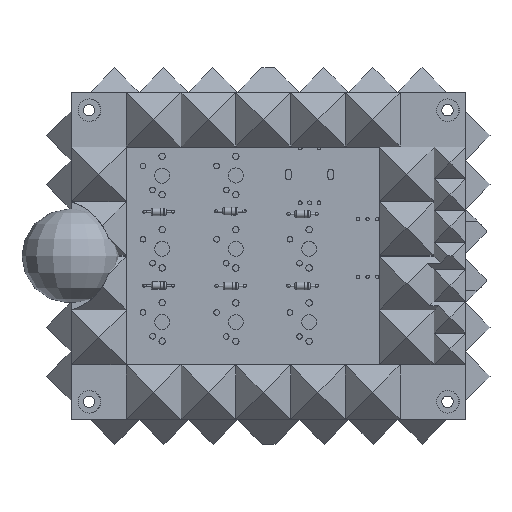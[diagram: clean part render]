
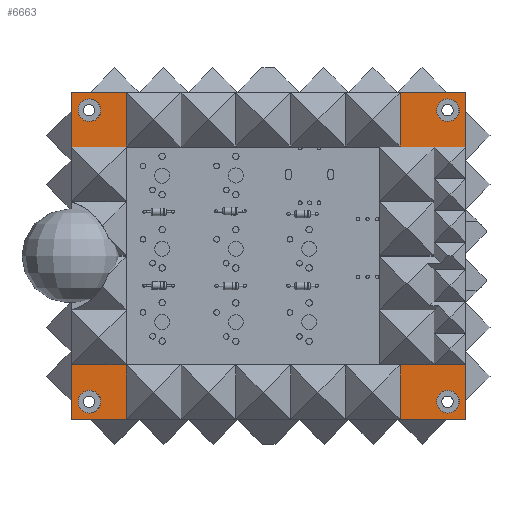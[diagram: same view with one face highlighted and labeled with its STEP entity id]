
A CAD part, top view. The second image highlights one B-rep face of the part: STEP entity #6663.
In plain terms, the highlighted planar face has unit normal (0, 0, 1).
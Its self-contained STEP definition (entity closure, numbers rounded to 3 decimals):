
#706=LINE('',#11252,#1302);
#725=LINE('',#11303,#1321);
#729=LINE('',#11309,#1325);
#730=LINE('',#11313,#1326);
#733=LINE('',#11318,#1329);
#735=LINE('',#11322,#1331);
#737=LINE('',#11326,#1333);
#739=LINE('',#11330,#1335);
#741=LINE('',#11334,#1337);
#743=LINE('',#11338,#1339);
#745=LINE('',#11342,#1341);
#747=LINE('',#11346,#1343);
#749=LINE('',#11350,#1345);
#752=LINE('',#11355,#1348);
#753=LINE('',#11358,#1349);
#758=LINE('',#11373,#1354);
#1302=VECTOR('',#9276,1000.);
#1321=VECTOR('',#9311,1000.);
#1325=VECTOR('',#9317,1000.);
#1326=VECTOR('',#9320,1000.);
#1329=VECTOR('',#9325,1000.);
#1331=VECTOR('',#9329,1000.);
#1333=VECTOR('',#9333,1000.);
#1335=VECTOR('',#9337,1000.);
#1337=VECTOR('',#9341,1000.);
#1339=VECTOR('',#9345,1000.);
#1341=VECTOR('',#9349,1000.);
#1343=VECTOR('',#9353,1000.);
#1345=VECTOR('',#9357,1000.);
#1348=VECTOR('',#9362,1000.);
#1349=VECTOR('',#9365,1000.);
#1354=VECTOR('',#9384,1000.);
#1833=FACE_BOUND('',#2966,.T.);
#1834=FACE_BOUND('',#2967,.T.);
#1835=FACE_BOUND('',#2968,.T.);
#1836=FACE_BOUND('',#2969,.T.);
#2001=PLANE('',#7719);
#2391=FACE_OUTER_BOUND('',#2965,.T.);
#2965=EDGE_LOOP('',(#5951,#5952,#5953,#5954,#5955,#5956,#5957,#5958,#5959,
#5960,#5961,#5962,#5963,#5964,#5965,#5966,#5967,#5968));
#2966=EDGE_LOOP('',(#5969));
#2967=EDGE_LOOP('',(#5970));
#2968=EDGE_LOOP('',(#5971));
#2969=EDGE_LOOP('',(#5972));
#3315=CIRCLE('',#7711,3.);
#3316=CIRCLE('',#7713,3.);
#3317=CIRCLE('',#7715,3.);
#3318=CIRCLE('',#7718,3.);
#3319=CIRCLE('',#7720,15.017);
#3320=CIRCLE('',#7721,15.017);
#3673=VERTEX_POINT('',#11250);
#3674=VERTEX_POINT('',#11251);
#3697=VERTEX_POINT('',#11301);
#3698=VERTEX_POINT('',#11302);
#3699=VERTEX_POINT('',#11307);
#3700=VERTEX_POINT('',#11311);
#3701=VERTEX_POINT('',#11312);
#3702=VERTEX_POINT('',#11317);
#3703=VERTEX_POINT('',#11321);
#3704=VERTEX_POINT('',#11325);
#3705=VERTEX_POINT('',#11329);
#3706=VERTEX_POINT('',#11333);
#3707=VERTEX_POINT('',#11337);
#3708=VERTEX_POINT('',#11341);
#3709=VERTEX_POINT('',#11345);
#3710=VERTEX_POINT('',#11349);
#3711=VERTEX_POINT('',#11353);
#3712=VERTEX_POINT('',#11357);
#3713=VERTEX_POINT('',#11361);
#3714=VERTEX_POINT('',#11365);
#3715=VERTEX_POINT('',#11369);
#3716=VERTEX_POINT('',#11375);
#4424=EDGE_CURVE('',#3673,#3674,#706,.T.);
#4449=EDGE_CURVE('',#3697,#3698,#725,.T.);
#4453=EDGE_CURVE('',#3697,#3699,#729,.T.);
#4454=EDGE_CURVE('',#3700,#3701,#730,.T.);
#4457=EDGE_CURVE('',#3702,#3700,#733,.T.);
#4459=EDGE_CURVE('',#3703,#3702,#735,.T.);
#4461=EDGE_CURVE('',#3704,#3703,#737,.T.);
#4463=EDGE_CURVE('',#3704,#3705,#739,.T.);
#4465=EDGE_CURVE('',#3706,#3705,#741,.T.);
#4467=EDGE_CURVE('',#3707,#3706,#743,.T.);
#4469=EDGE_CURVE('',#3708,#3707,#745,.T.);
#4471=EDGE_CURVE('',#3709,#3708,#747,.T.);
#4473=EDGE_CURVE('',#3710,#3709,#749,.T.);
#4476=EDGE_CURVE('',#3710,#3711,#752,.T.);
#4477=EDGE_CURVE('',#3674,#3712,#753,.T.);
#4480=EDGE_CURVE('',#3713,#3713,#3315,.T.);
#4482=EDGE_CURVE('',#3714,#3714,#3316,.T.);
#4484=EDGE_CURVE('',#3715,#3715,#3317,.T.);
#4485=EDGE_CURVE('',#3698,#3712,#758,.T.);
#4487=EDGE_CURVE('',#3716,#3716,#3318,.T.);
#4488=EDGE_CURVE('',#3673,#3711,#3319,.T.);
#4489=EDGE_CURVE('',#3701,#3699,#3320,.T.);
#5951=ORIENTED_EDGE('',*,*,#4488,.F.);
#5952=ORIENTED_EDGE('',*,*,#4424,.T.);
#5953=ORIENTED_EDGE('',*,*,#4477,.T.);
#5954=ORIENTED_EDGE('',*,*,#4485,.F.);
#5955=ORIENTED_EDGE('',*,*,#4449,.F.);
#5956=ORIENTED_EDGE('',*,*,#4453,.T.);
#5957=ORIENTED_EDGE('',*,*,#4489,.F.);
#5958=ORIENTED_EDGE('',*,*,#4454,.F.);
#5959=ORIENTED_EDGE('',*,*,#4457,.F.);
#5960=ORIENTED_EDGE('',*,*,#4459,.F.);
#5961=ORIENTED_EDGE('',*,*,#4461,.F.);
#5962=ORIENTED_EDGE('',*,*,#4463,.T.);
#5963=ORIENTED_EDGE('',*,*,#4465,.F.);
#5964=ORIENTED_EDGE('',*,*,#4467,.F.);
#5965=ORIENTED_EDGE('',*,*,#4469,.F.);
#5966=ORIENTED_EDGE('',*,*,#4471,.F.);
#5967=ORIENTED_EDGE('',*,*,#4473,.F.);
#5968=ORIENTED_EDGE('',*,*,#4476,.T.);
#5969=ORIENTED_EDGE('',*,*,#4484,.F.);
#5970=ORIENTED_EDGE('',*,*,#4482,.F.);
#5971=ORIENTED_EDGE('',*,*,#4480,.F.);
#5972=ORIENTED_EDGE('',*,*,#4487,.F.);
#6663=ADVANCED_FACE('',(#2391,#1833,#1834,#1835,#1836),#2001,.T.);
#7711=AXIS2_PLACEMENT_3D('',#11363,#9370,#9371);
#7713=AXIS2_PLACEMENT_3D('',#11367,#9375,#9376);
#7715=AXIS2_PLACEMENT_3D('',#11371,#9380,#9381);
#7718=AXIS2_PLACEMENT_3D('',#11377,#9388,#9389);
#7719=AXIS2_PLACEMENT_3D('',#11378,#9390,#9391);
#7720=AXIS2_PLACEMENT_3D('',#11379,#9392,#9393);
#7721=AXIS2_PLACEMENT_3D('',#11380,#9394,#9395);
#9276=DIRECTION('',(0.,-1.,0.));
#9311=DIRECTION('',(1.,0.,0.));
#9317=DIRECTION('',(0.,-1.,0.));
#9320=DIRECTION('',(-1.,0.,0.));
#9325=DIRECTION('',(0.,-1.,0.));
#9329=DIRECTION('',(-1.,0.,0.));
#9333=DIRECTION('',(0.,1.,0.));
#9337=DIRECTION('',(1.,0.,0.));
#9341=DIRECTION('',(0.,1.,0.));
#9345=DIRECTION('',(1.,0.,0.));
#9349=DIRECTION('',(0.,1.,0.));
#9353=DIRECTION('',(1.,0.,0.));
#9357=DIRECTION('',(0.,-1.,0.));
#9362=DIRECTION('',(-1.,0.,0.));
#9365=DIRECTION('',(1.,0.,0.));
#9370=DIRECTION('center_axis',(0.,0.,1.));
#9371=DIRECTION('ref_axis',(1.,0.,0.));
#9375=DIRECTION('center_axis',(0.,0.,1.));
#9376=DIRECTION('ref_axis',(1.,0.,0.));
#9380=DIRECTION('center_axis',(0.,0.,1.));
#9381=DIRECTION('ref_axis',(1.,0.,0.));
#9384=DIRECTION('',(0.,-1.,0.));
#9388=DIRECTION('center_axis',(0.,0.,1.));
#9389=DIRECTION('ref_axis',(1.,0.,0.));
#9390=DIRECTION('center_axis',(0.,0.,1.));
#9391=DIRECTION('ref_axis',(1.,0.,0.));
#9392=DIRECTION('center_axis',(0.,0.,1.));
#9393=DIRECTION('ref_axis',(1.,0.,0.));
#9394=DIRECTION('center_axis',(0.,0.,1.));
#9395=DIRECTION('ref_axis',(1.,0.,0.));
#11250=CARTESIAN_POINT('',(-58.,-29.26,0.));
#11251=CARTESIAN_POINT('',(-58.,-58.256,0.));
#11252=CARTESIAN_POINT('',(-58.,-22.168,0.));
#11301=CARTESIAN_POINT('',(-58.,28.419,0.));
#11302=CARTESIAN_POINT('',(46.406,28.419,0.));
#11303=CARTESIAN_POINT('',(37.703,28.419,0.));
#11307=CARTESIAN_POINT('',(-58.,-0.574,0.));
#11309=CARTESIAN_POINT('',(-58.,21.169,0.));
#11311=CARTESIAN_POINT('',(-43.5,-14.756,0.));
#11312=CARTESIAN_POINT('',(-47.432,-14.756,0.));
#11313=CARTESIAN_POINT('',(-50.75,-14.756,0.));
#11317=CARTESIAN_POINT('',(-43.5,13.919,0.));
#11318=CARTESIAN_POINT('',(-43.5,6.669,0.));
#11321=CARTESIAN_POINT('',(23.5,13.919,0.));
#11322=CARTESIAN_POINT('',(19.,13.919,0.));
#11325=CARTESIAN_POINT('',(23.5,-14.756,0.));
#11326=CARTESIAN_POINT('',(23.5,6.669,0.));
#11329=CARTESIAN_POINT('',(38.,-14.756,0.));
#11330=CARTESIAN_POINT('',(30.75,-14.756,0.));
#11333=CARTESIAN_POINT('',(38.,-15.081,0.));
#11334=CARTESIAN_POINT('',(38.,-14.918,0.));
#11337=CARTESIAN_POINT('',(23.5,-15.081,0.));
#11338=CARTESIAN_POINT('',(30.75,-15.081,0.));
#11341=CARTESIAN_POINT('',(23.5,-43.756,0.));
#11342=CARTESIAN_POINT('',(23.5,-36.506,0.));
#11345=CARTESIAN_POINT('',(-43.5,-43.756,0.));
#11346=CARTESIAN_POINT('',(-36.25,-43.756,0.));
#11349=CARTESIAN_POINT('',(-43.5,-15.081,0.));
#11350=CARTESIAN_POINT('',(-43.5,-22.168,0.));
#11353=CARTESIAN_POINT('',(-47.432,-15.081,0.));
#11355=CARTESIAN_POINT('',(-50.75,-15.081,0.));
#11357=CARTESIAN_POINT('',(46.406,-58.256,0.));
#11358=CARTESIAN_POINT('',(-50.75,-58.256,0.));
#11361=CARTESIAN_POINT('',(-56.25,-53.506,0.));
#11363=CARTESIAN_POINT('Origin',(-53.25,-53.506,0.));
#11365=CARTESIAN_POINT('',(-56.25,23.669,0.));
#11367=CARTESIAN_POINT('Origin',(-53.25,23.669,0.));
#11369=CARTESIAN_POINT('',(38.656,23.669,0.));
#11371=CARTESIAN_POINT('Origin',(41.656,23.669,0.));
#11373=CARTESIAN_POINT('',(46.406,21.169,0.));
#11375=CARTESIAN_POINT('',(38.656,-53.506,0.));
#11377=CARTESIAN_POINT('Origin',(41.656,-53.506,0.));
#11378=CARTESIAN_POINT('Origin',(-5.797,-14.918,0.));
#11379=CARTESIAN_POINT('Origin',(-62.448,-14.917,0.));
#11380=CARTESIAN_POINT('Origin',(-62.448,-14.917,0.));
